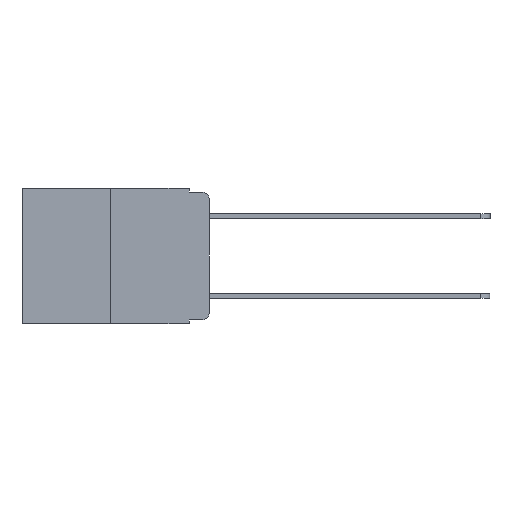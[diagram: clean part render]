
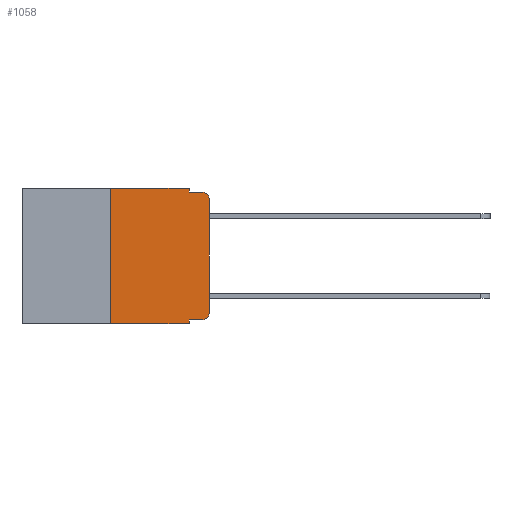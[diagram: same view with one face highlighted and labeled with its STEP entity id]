
A CAD part, left-side view. The second image highlights one B-rep face of the part: STEP entity #1058.
In plain terms, the highlighted planar face has unit normal (-1, 0, 0).
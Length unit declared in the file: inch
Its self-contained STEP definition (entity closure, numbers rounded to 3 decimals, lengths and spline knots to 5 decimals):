
#82 = VERTEX_POINT ( 'NONE', #4299 ) ;
#359 = FACE_OUTER_BOUND ( 'NONE', #6205, .T. ) ;
#444 = EDGE_CURVE ( 'NONE', #7937, #9284, #4750, .T. ) ;
#527 = VERTEX_POINT ( 'NONE', #6981 ) ;
#533 = EDGE_CURVE ( 'NONE', #902, #527, #5297, .T. ) ;
#794 = ORIENTED_EDGE ( 'NONE', *, *, #6211, .T. ) ;
#865 = VERTEX_POINT ( 'NONE', #6797 ) ;
#902 = VERTEX_POINT ( 'NONE', #8528 ) ;
#924 = LINE ( 'NONE', #7520, #7979 ) ;
#927 = VERTEX_POINT ( 'NONE', #6445 ) ;
#995 = AXIS2_PLACEMENT_3D ( 'NONE', #8686, #6778, #6449 ) ;
#1058 = ADVANCED_FACE ( 'NONE', ( #359 ), #8262, .F. ) ;
#1059 = ORIENTED_EDGE ( 'NONE', *, *, #9224, .F. ) ;
#1100 = CIRCLE ( 'NONE', #1896, 0.02 ) ;
#1482 = ORIENTED_EDGE ( 'NONE', *, *, #533, .F. ) ;
#1589 = VECTOR ( 'NONE', #8983, 39.37008 ) ;
#1638 = DIRECTION ( 'NONE',  ( 0., -1., 0. ) ) ;
#1896 = AXIS2_PLACEMENT_3D ( 'NONE', #4109, #4127, #5762 ) ;
#2191 = ORIENTED_EDGE ( 'NONE', *, *, #4277, .T. ) ;
#2511 = VECTOR ( 'NONE', #1638, 39.37008 ) ;
#2550 = VECTOR ( 'NONE', #3452, 39.37008 ) ;
#2566 = CARTESIAN_POINT ( 'NONE',  ( 0., 0.473, -0.343 ) ) ;
#2978 = EDGE_CURVE ( 'NONE', #3147, #4546, #924, .T. ) ;
#3065 = CARTESIAN_POINT ( 'NONE',  ( 0., 0.051, -0.333 ) ) ;
#3147 = VERTEX_POINT ( 'NONE', #4131 ) ;
#3182 = CARTESIAN_POINT ( 'NONE',  ( 0., 0.051, -0.01 ) ) ;
#3250 = DIRECTION ( 'NONE',  ( 0., 0., 1. ) ) ;
#3265 = ORIENTED_EDGE ( 'NONE', *, *, #7371, .F. ) ;
#3452 = DIRECTION ( 'NONE',  ( 0., -1., 0. ) ) ;
#3467 = VECTOR ( 'NONE', #5738, 39.37008 ) ;
#3504 = VECTOR ( 'NONE', #5950, 39.37008 ) ;
#3528 = VECTOR ( 'NONE', #5980, 39.37008 ) ;
#3653 = CARTESIAN_POINT ( 'NONE',  ( 0., 0., -0.03 ) ) ;
#3812 = CARTESIAN_POINT ( 'NONE',  ( 0., 0.25, -0.343 ) ) ;
#3975 = EDGE_CURVE ( 'NONE', #5105, #865, #8956, .T. ) ;
#4109 = CARTESIAN_POINT ( 'NONE',  ( 0., 0.02, -0.313 ) ) ;
#4127 = DIRECTION ( 'NONE',  ( -1., 0., 0. ) ) ;
#4131 = CARTESIAN_POINT ( 'NONE',  ( 0., 0., -0.313 ) ) ;
#4195 = LINE ( 'NONE', #5927, #3504 ) ;
#4277 = EDGE_CURVE ( 'NONE', #4546, #927, #9269, .T. ) ;
#4299 = CARTESIAN_POINT ( 'NONE',  ( 0., 0.051, -0.01 ) ) ;
#4355 = CARTESIAN_POINT ( 'NONE',  ( 0., 0.051, 0. ) ) ;
#4420 = ORIENTED_EDGE ( 'NONE', *, *, #3975, .T. ) ;
#4460 = ORIENTED_EDGE ( 'NONE', *, *, #8427, .F. ) ;
#4546 = VERTEX_POINT ( 'NONE', #3653 ) ;
#4750 = LINE ( 'NONE', #2566, #2550 ) ;
#4811 = CARTESIAN_POINT ( 'NONE',  ( 0., 0.051, -0.333 ) ) ;
#5105 = VERTEX_POINT ( 'NONE', #3065 ) ;
#5297 = LINE ( 'NONE', #5448, #1589 ) ;
#5442 = CARTESIAN_POINT ( 'NONE',  ( 0., 0.051, -0.343 ) ) ;
#5448 = CARTESIAN_POINT ( 'NONE',  ( 0., 0.473, 0. ) ) ;
#5738 = DIRECTION ( 'NONE',  ( 0., 0., -1. ) ) ;
#5754 = ORIENTED_EDGE ( 'NONE', *, *, #5902, .F. ) ;
#5762 = DIRECTION ( 'NONE',  ( 0., 0., -1. ) ) ;
#5902 = EDGE_CURVE ( 'NONE', #527, #82, #4195, .T. ) ;
#5922 = DIRECTION ( 'NONE',  ( -1., 0., 0. ) ) ;
#5927 = CARTESIAN_POINT ( 'NONE',  ( 0., 0.051, 0. ) ) ;
#5950 = DIRECTION ( 'NONE',  ( 0., 0., -1. ) ) ;
#5963 = LINE ( 'NONE', #7532, #7800 ) ;
#5980 = DIRECTION ( 'NONE',  ( 0., -1., 0. ) ) ;
#6134 = ORIENTED_EDGE ( 'NONE', *, *, #2978, .T. ) ;
#6205 = EDGE_LOOP ( 'NONE', ( #6134, #2191, #1059, #5754, #1482, #3265, #8857, #4460, #4420, #794 ) ) ;
#6211 = EDGE_CURVE ( 'NONE', #865, #3147, #1100, .T. ) ;
#6399 = LINE ( 'NONE', #3182, #2511 ) ;
#6445 = CARTESIAN_POINT ( 'NONE',  ( 0., 0.02, -0.01 ) ) ;
#6449 = DIRECTION ( 'NONE',  ( 0., 0., -1. ) ) ;
#6765 = DIRECTION ( 'NONE',  ( 0., 0., 1. ) ) ;
#6778 = DIRECTION ( 'NONE',  ( 1., 0., 0. ) ) ;
#6797 = CARTESIAN_POINT ( 'NONE',  ( 0., 0.02, -0.333 ) ) ;
#6981 = CARTESIAN_POINT ( 'NONE',  ( 0., 0.051, 0. ) ) ;
#7077 = LINE ( 'NONE', #4355, #3467 ) ;
#7371 = EDGE_CURVE ( 'NONE', #7937, #902, #5963, .T. ) ;
#7520 = CARTESIAN_POINT ( 'NONE',  ( 0., 0., 0. ) ) ;
#7532 = CARTESIAN_POINT ( 'NONE',  ( 0., 0.25, 0. ) ) ;
#7800 = VECTOR ( 'NONE', #3250, 39.37008 ) ;
#7863 = CARTESIAN_POINT ( 'NONE',  ( 0., 0.02, -0.03 ) ) ;
#7937 = VERTEX_POINT ( 'NONE', #3812 ) ;
#7960 = DIRECTION ( 'NONE',  ( 0., 0., -1. ) ) ;
#7979 = VECTOR ( 'NONE', #6765, 39.37008 ) ;
#8262 = PLANE ( 'NONE',  #995 ) ;
#8356 = AXIS2_PLACEMENT_3D ( 'NONE', #7863, #5922, #7960 ) ;
#8427 = EDGE_CURVE ( 'NONE', #5105, #9284, #7077, .T. ) ;
#8528 = CARTESIAN_POINT ( 'NONE',  ( 0., 0.25, 0. ) ) ;
#8686 = CARTESIAN_POINT ( 'NONE',  ( 0., 0.473, 0. ) ) ;
#8857 = ORIENTED_EDGE ( 'NONE', *, *, #444, .T. ) ;
#8956 = LINE ( 'NONE', #4811, #3528 ) ;
#8983 = DIRECTION ( 'NONE',  ( 0., -1., 0. ) ) ;
#9224 = EDGE_CURVE ( 'NONE', #82, #927, #6399, .T. ) ;
#9269 = CIRCLE ( 'NONE', #8356, 0.02 ) ;
#9284 = VERTEX_POINT ( 'NONE', #5442 ) ;
